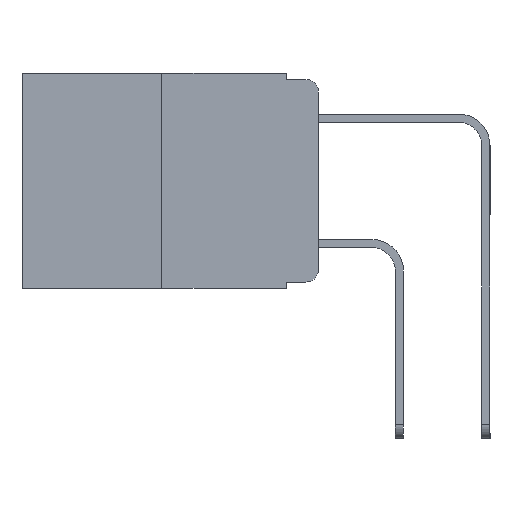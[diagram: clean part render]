
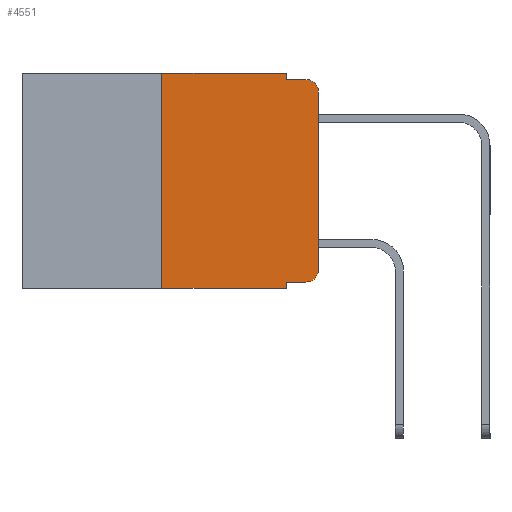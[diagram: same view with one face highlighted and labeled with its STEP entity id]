
A CAD part, left-side view. The second image highlights one B-rep face of the part: STEP entity #4551.
In plain terms, the highlighted planar face has unit normal (-1, 0, 0).
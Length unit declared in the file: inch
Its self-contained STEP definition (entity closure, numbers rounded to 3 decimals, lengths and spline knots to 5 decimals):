
#172 = EDGE_CURVE ( 'NONE', #1960, #2497, #14170, .T. ) ;
#215 = ORIENTED_EDGE ( 'NONE', *, *, #10232, .F. ) ;
#1005 = DIRECTION ( 'NONE',  ( 0., 0., -1. ) ) ;
#1127 = EDGE_CURVE ( 'NONE', #10895, #3217, #4589, .T. ) ;
#1192 = CARTESIAN_POINT ( 'NONE',  ( 0., 0., -0.313 ) ) ;
#1213 = EDGE_CURVE ( 'NONE', #6579, #5955, #3874, .T. ) ;
#1226 = VERTEX_POINT ( 'NONE', #13915 ) ;
#1477 = VERTEX_POINT ( 'NONE', #11503 ) ;
#1550 = AXIS2_PLACEMENT_3D ( 'NONE', #5511, #13270, #6640 ) ;
#1597 = CARTESIAN_POINT ( 'NONE',  ( 0., 0.051, -0.01 ) ) ;
#1960 = VERTEX_POINT ( 'NONE', #12059 ) ;
#2043 = VECTOR ( 'NONE', #1005, 39.37008 ) ;
#2134 = CARTESIAN_POINT ( 'NONE',  ( 0., 0.051, 0. ) ) ;
#2176 = ORIENTED_EDGE ( 'NONE', *, *, #1213, .T. ) ;
#2206 = VERTEX_POINT ( 'NONE', #6448 ) ;
#2326 = ORIENTED_EDGE ( 'NONE', *, *, #10139, .T. ) ;
#2487 = EDGE_CURVE ( 'NONE', #2497, #2206, #11885, .T. ) ;
#2497 = VERTEX_POINT ( 'NONE', #9732 ) ;
#2533 = PLANE ( 'NONE',  #13814 ) ;
#3217 = VERTEX_POINT ( 'NONE', #7954 ) ;
#3263 = CARTESIAN_POINT ( 'NONE',  ( 0., 0.02, -0.313 ) ) ;
#3665 = DIRECTION ( 'NONE',  ( 1., 0., 0. ) ) ;
#3864 = DIRECTION ( 'NONE',  ( 0., 0., 1. ) ) ;
#3874 = CIRCLE ( 'NONE', #13380, 0.02 ) ;
#4390 = DIRECTION ( 'NONE',  ( 0., 0., -1. ) ) ;
#4551 = ADVANCED_FACE ( 'NONE', ( #13365 ), #2533, .F. ) ;
#4589 = LINE ( 'NONE', #1597, #8619 ) ;
#4953 = DIRECTION ( 'NONE',  ( 0., -1., 0. ) ) ;
#5149 = ORIENTED_EDGE ( 'NONE', *, *, #172, .F. ) ;
#5382 = CARTESIAN_POINT ( 'NONE',  ( 0., 0.051, -0.01 ) ) ;
#5511 = CARTESIAN_POINT ( 'NONE',  ( 0., 0.02, -0.03 ) ) ;
#5657 = DIRECTION ( 'NONE',  ( 0., -1., 0. ) ) ;
#5675 = EDGE_CURVE ( 'NONE', #9525, #3217, #7963, .T. ) ;
#5761 = EDGE_CURVE ( 'NONE', #1226, #6579, #12483, .T. ) ;
#5955 = VERTEX_POINT ( 'NONE', #1192 ) ;
#5974 = VECTOR ( 'NONE', #13232, 39.37008 ) ;
#6448 = CARTESIAN_POINT ( 'NONE',  ( 0., 0.051, 0. ) ) ;
#6578 = VECTOR ( 'NONE', #5657, 39.37008 ) ;
#6579 = VERTEX_POINT ( 'NONE', #12284 ) ;
#6640 = DIRECTION ( 'NONE',  ( 0., 0., -1. ) ) ;
#6891 = VECTOR ( 'NONE', #7881, 39.37008 ) ;
#7161 = VECTOR ( 'NONE', #7301, 39.37008 ) ;
#7283 = EDGE_CURVE ( 'NONE', #1960, #1477, #13813, .T. ) ;
#7301 = DIRECTION ( 'NONE',  ( 0., 0., 1. ) ) ;
#7345 = CARTESIAN_POINT ( 'NONE',  ( 0., 0., 0. ) ) ;
#7498 = VECTOR ( 'NONE', #13013, 39.37008 ) ;
#7881 = DIRECTION ( 'NONE',  ( 0., -1., 0. ) ) ;
#7954 = CARTESIAN_POINT ( 'NONE',  ( 0., 0.02, -0.01 ) ) ;
#7963 = CIRCLE ( 'NONE', #1550, 0.02 ) ;
#8261 = EDGE_LOOP ( 'NONE', ( #2326, #8644, #12294, #9689, #10386, #5149, #8821, #215, #10063, #2176 ) ) ;
#8392 = CARTESIAN_POINT ( 'NONE',  ( 0., 0.473, 0. ) ) ;
#8540 = CARTESIAN_POINT ( 'NONE',  ( 0., 0., -0.03 ) ) ;
#8619 = VECTOR ( 'NONE', #4953, 39.37008 ) ;
#8644 = ORIENTED_EDGE ( 'NONE', *, *, #5675, .T. ) ;
#8821 = ORIENTED_EDGE ( 'NONE', *, *, #7283, .T. ) ;
#8961 = CARTESIAN_POINT ( 'NONE',  ( 0., 0.051, -0.333 ) ) ;
#9525 = VERTEX_POINT ( 'NONE', #8540 ) ;
#9689 = ORIENTED_EDGE ( 'NONE', *, *, #10426, .F. ) ;
#9732 = CARTESIAN_POINT ( 'NONE',  ( 0., 0.25, 0. ) ) ;
#10063 = ORIENTED_EDGE ( 'NONE', *, *, #5761, .T. ) ;
#10139 = EDGE_CURVE ( 'NONE', #5955, #9525, #12712, .T. ) ;
#10232 = EDGE_CURVE ( 'NONE', #1226, #1477, #10454, .T. ) ;
#10359 = CARTESIAN_POINT ( 'NONE',  ( 0., 0.473, 0. ) ) ;
#10386 = ORIENTED_EDGE ( 'NONE', *, *, #2487, .F. ) ;
#10426 = EDGE_CURVE ( 'NONE', #2206, #10895, #10984, .T. ) ;
#10454 = LINE ( 'NONE', #14107, #7498 ) ;
#10895 = VERTEX_POINT ( 'NONE', #5382 ) ;
#10984 = LINE ( 'NONE', #2134, #2043 ) ;
#11096 = DIRECTION ( 'NONE',  ( -1., 0., 0. ) ) ;
#11491 = DIRECTION ( 'NONE',  ( 0., 0., -1. ) ) ;
#11503 = CARTESIAN_POINT ( 'NONE',  ( 0., 0.051, -0.343 ) ) ;
#11885 = LINE ( 'NONE', #8392, #5974 ) ;
#12059 = CARTESIAN_POINT ( 'NONE',  ( 0., 0.25, -0.343 ) ) ;
#12284 = CARTESIAN_POINT ( 'NONE',  ( 0., 0.02, -0.333 ) ) ;
#12294 = ORIENTED_EDGE ( 'NONE', *, *, #1127, .F. ) ;
#12359 = CARTESIAN_POINT ( 'NONE',  ( 0., 0.473, -0.343 ) ) ;
#12483 = LINE ( 'NONE', #8961, #6578 ) ;
#12712 = LINE ( 'NONE', #7345, #7161 ) ;
#13013 = DIRECTION ( 'NONE',  ( 0., 0., -1. ) ) ;
#13232 = DIRECTION ( 'NONE',  ( 0., -1., 0. ) ) ;
#13270 = DIRECTION ( 'NONE',  ( -1., 0., 0. ) ) ;
#13365 = FACE_OUTER_BOUND ( 'NONE', #8261, .T. ) ;
#13380 = AXIS2_PLACEMENT_3D ( 'NONE', #3263, #11096, #4390 ) ;
#13482 = VECTOR ( 'NONE', #3864, 39.37008 ) ;
#13813 = LINE ( 'NONE', #12359, #6891 ) ;
#13814 = AXIS2_PLACEMENT_3D ( 'NONE', #10359, #3665, #11491 ) ;
#13838 = CARTESIAN_POINT ( 'NONE',  ( 0., 0.25, 0. ) ) ;
#13915 = CARTESIAN_POINT ( 'NONE',  ( 0., 0.051, -0.333 ) ) ;
#14107 = CARTESIAN_POINT ( 'NONE',  ( 0., 0.051, 0. ) ) ;
#14170 = LINE ( 'NONE', #13838, #13482 ) ;
